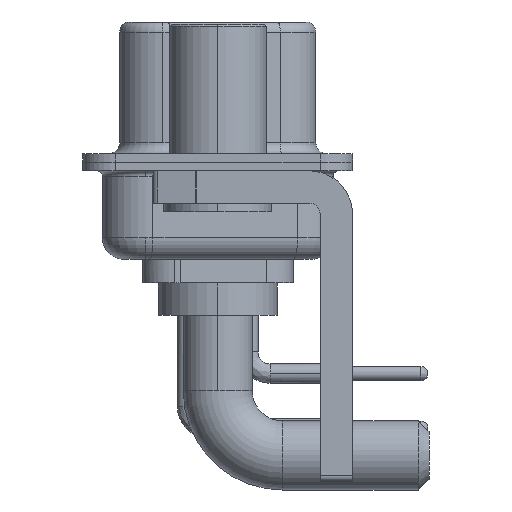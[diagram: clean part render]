
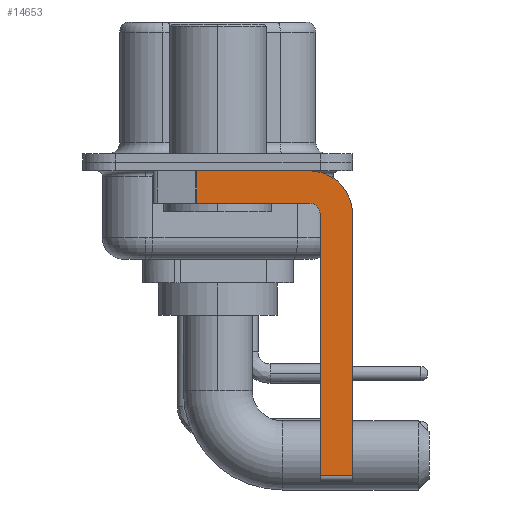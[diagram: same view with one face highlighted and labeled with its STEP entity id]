
A CAD part, left-side view. The second image highlights one B-rep face of the part: STEP entity #14653.
In plain terms, the highlighted planar face has unit normal (-1, 0, 0).
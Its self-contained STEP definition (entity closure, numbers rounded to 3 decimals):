
#13 = VERTEX_POINT ( 'NONE', #4460 ) ;
#181 = CIRCLE ( 'NONE', #6958, 2. ) ;
#810 = VERTEX_POINT ( 'NONE', #3357 ) ;
#1231 = CARTESIAN_POINT ( 'NONE',  ( -2.9, 0.978, -1.9 ) ) ;
#2534 = LINE ( 'NONE', #22448, #6254 ) ;
#3357 = CARTESIAN_POINT ( 'NONE',  ( -2.9, -4.75, -14.55 ) ) ;
#3399 = VERTEX_POINT ( 'NONE', #12252 ) ;
#3476 = DIRECTION ( 'NONE',  ( 0., 0., -1. ) ) ;
#4396 = FACE_OUTER_BOUND ( 'NONE', #5591, .T. ) ;
#4460 = CARTESIAN_POINT ( 'NONE',  ( -2.9, -4.75, -2.4 ) ) ;
#5048 = DIRECTION ( 'NONE',  ( -1., 0., 0. ) ) ;
#5309 = ORIENTED_EDGE ( 'NONE', *, *, #13185, .T. ) ;
#5591 = EDGE_LOOP ( 'NONE', ( #15411, #5309, #18388, #21341, #23233, #14137, #25422, #14755 ) ) ;
#6254 = VECTOR ( 'NONE', #20611, 1000. ) ;
#6580 = VECTOR ( 'NONE', #6586, 1000. ) ;
#6586 = DIRECTION ( 'NONE',  ( 0., -1., 0. ) ) ;
#6619 = VERTEX_POINT ( 'NONE', #19915 ) ;
#6814 = EDGE_CURVE ( 'NONE', #810, #14288, #8720, .T. ) ;
#6958 = AXIS2_PLACEMENT_3D ( 'NONE', #20215, #20336, #14827 ) ;
#8144 = CIRCLE ( 'NONE', #10266, 0.5 ) ;
#8277 = CARTESIAN_POINT ( 'NONE',  ( -2.9, -6.25, -14.55 ) ) ;
#8720 = LINE ( 'NONE', #24665, #6580 ) ;
#9146 = DIRECTION ( 'NONE',  ( 0., 0., 1. ) ) ;
#9384 = VERTEX_POINT ( 'NONE', #11917 ) ;
#10266 = AXIS2_PLACEMENT_3D ( 'NONE', #23112, #5048, #20993 ) ;
#10594 = VECTOR ( 'NONE', #3476, 1000. ) ;
#10862 = CARTESIAN_POINT ( 'NONE',  ( -2.9, -4.75, -14.8 ) ) ;
#10902 = EDGE_CURVE ( 'NONE', #3399, #9384, #2534, .T. ) ;
#11917 = CARTESIAN_POINT ( 'NONE',  ( -2.9, -4.25, -0.4 ) ) ;
#12252 = CARTESIAN_POINT ( 'NONE',  ( -2.9, 0.978, -0.4 ) ) ;
#12970 = VECTOR ( 'NONE', #9146, 1000. ) ;
#13185 = EDGE_CURVE ( 'NONE', #3399, #17129, #15388, .T. ) ;
#13900 = EDGE_CURVE ( 'NONE', #6619, #14288, #15169, .T. ) ;
#13937 = LINE ( 'NONE', #14310, #18601 ) ;
#14137 = ORIENTED_EDGE ( 'NONE', *, *, #6814, .T. ) ;
#14288 = VERTEX_POINT ( 'NONE', #8277 ) ;
#14310 = CARTESIAN_POINT ( 'NONE',  ( -2.9, -4.25, -1.9 ) ) ;
#14653 = ADVANCED_FACE ( 'NONE', ( #4396 ), #18378, .F. ) ;
#14712 = EDGE_CURVE ( 'NONE', #20856, #17129, #13937, .T. ) ;
#14755 = ORIENTED_EDGE ( 'NONE', *, *, #19876, .F. ) ;
#14827 = DIRECTION ( 'NONE',  ( 0., 0., -1. ) ) ;
#15169 = LINE ( 'NONE', #17001, #18150 ) ;
#15288 = CARTESIAN_POINT ( 'NONE',  ( -2.9, -4.25, -1.9 ) ) ;
#15388 = LINE ( 'NONE', #17608, #10594 ) ;
#15411 = ORIENTED_EDGE ( 'NONE', *, *, #10902, .F. ) ;
#15898 = CARTESIAN_POINT ( 'NONE',  ( -2.9, -4.25, -2.4 ) ) ;
#16917 = AXIS2_PLACEMENT_3D ( 'NONE', #15898, #20221, #24321 ) ;
#17001 = CARTESIAN_POINT ( 'NONE',  ( -2.9, -6.25, -2.4 ) ) ;
#17129 = VERTEX_POINT ( 'NONE', #1231 ) ;
#17608 = CARTESIAN_POINT ( 'NONE',  ( -2.9, 0.978, -1.9 ) ) ;
#17623 = EDGE_CURVE ( 'NONE', #13, #20856, #8144, .T. ) ;
#18150 = VECTOR ( 'NONE', #21200, 1000. ) ;
#18378 = PLANE ( 'NONE',  #16917 ) ;
#18388 = ORIENTED_EDGE ( 'NONE', *, *, #14712, .F. ) ;
#18601 = VECTOR ( 'NONE', #20348, 1000. ) ;
#19876 = EDGE_CURVE ( 'NONE', #9384, #6619, #181, .T. ) ;
#19915 = CARTESIAN_POINT ( 'NONE',  ( -2.9, -6.25, -2.4 ) ) ;
#20215 = CARTESIAN_POINT ( 'NONE',  ( -2.9, -4.25, -2.4 ) ) ;
#20221 = DIRECTION ( 'NONE',  ( 1., 0., 0. ) ) ;
#20336 = DIRECTION ( 'NONE',  ( 1., 0., 0. ) ) ;
#20348 = DIRECTION ( 'NONE',  ( 0., 1., 0. ) ) ;
#20611 = DIRECTION ( 'NONE',  ( 0., -1., 0. ) ) ;
#20856 = VERTEX_POINT ( 'NONE', #15288 ) ;
#20993 = DIRECTION ( 'NONE',  ( 0., 0., 1. ) ) ;
#21200 = DIRECTION ( 'NONE',  ( 0., 0., -1. ) ) ;
#21341 = ORIENTED_EDGE ( 'NONE', *, *, #17623, .F. ) ;
#21809 = EDGE_CURVE ( 'NONE', #810, #13, #25471, .T. ) ;
#22448 = CARTESIAN_POINT ( 'NONE',  ( -2.9, 3., -0.4 ) ) ;
#23112 = CARTESIAN_POINT ( 'NONE',  ( -2.9, -4.25, -2.4 ) ) ;
#23233 = ORIENTED_EDGE ( 'NONE', *, *, #21809, .F. ) ;
#24321 = DIRECTION ( 'NONE',  ( 0., 0., -1. ) ) ;
#24665 = CARTESIAN_POINT ( 'NONE',  ( -2.9, -4.25, -14.55 ) ) ;
#25422 = ORIENTED_EDGE ( 'NONE', *, *, #13900, .F. ) ;
#25471 = LINE ( 'NONE', #10862, #12970 ) ;
